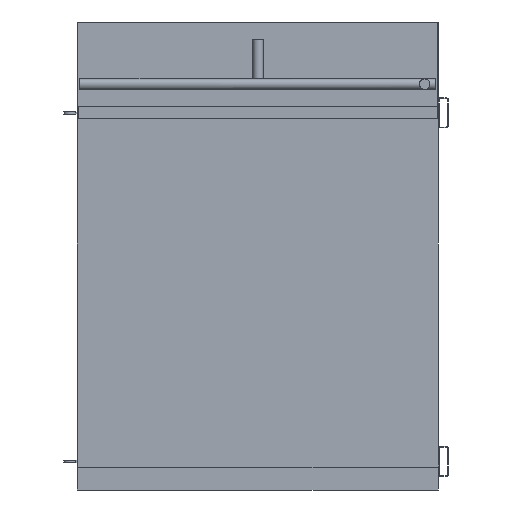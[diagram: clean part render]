
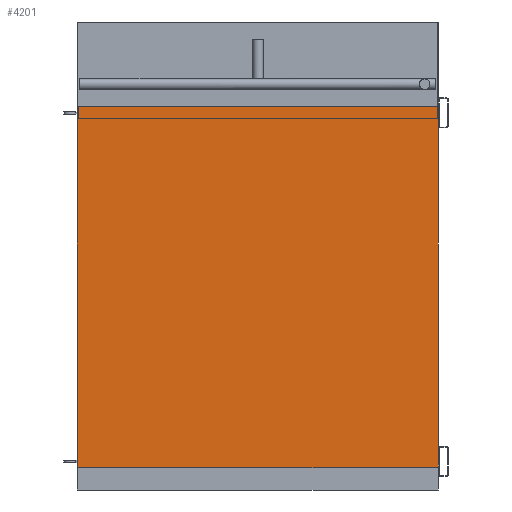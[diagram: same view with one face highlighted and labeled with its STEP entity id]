
A CAD part, front view. The second image highlights one B-rep face of the part: STEP entity #4201.
In plain terms, the highlighted planar face has unit normal (0, -1, 0).
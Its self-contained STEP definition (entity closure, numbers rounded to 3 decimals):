
#157 = ORIENTED_EDGE ( 'NONE', *, *, #2318, .F. ) ;
#192 = CARTESIAN_POINT ( 'NONE',  ( -725., 0., -1450. ) ) ;
#249 = VERTEX_POINT ( 'NONE', #1331 ) ;
#251 = LINE ( 'NONE', #3924, #419 ) ;
#252 = PLANE ( 'NONE',  #3765 ) ;
#261 = DIRECTION ( 'NONE',  ( 0., -1., 0. ) ) ;
#264 = DIRECTION ( 'NONE',  ( 0., 0., -1. ) ) ;
#307 = ORIENTED_EDGE ( 'NONE', *, *, #3062, .F. ) ;
#395 = VECTOR ( 'NONE', #4993, 1000. ) ;
#404 = DIRECTION ( 'NONE',  ( 0., 0., 1. ) ) ;
#419 = VECTOR ( 'NONE', #5268, 1000. ) ;
#525 = LINE ( 'NONE', #5461, #395 ) ;
#538 = CARTESIAN_POINT ( 'NONE',  ( 725., 0., -1450. ) ) ;
#702 = VERTEX_POINT ( 'NONE', #5294 ) ;
#829 = VERTEX_POINT ( 'NONE', #2104 ) ;
#1031 = FACE_OUTER_BOUND ( 'NONE', #1056, .T. ) ;
#1056 = EDGE_LOOP ( 'NONE', ( #307, #157, #2817, #2632 ) ) ;
#1083 = CARTESIAN_POINT ( 'NONE',  ( -725., 0., -1450. ) ) ;
#1171 = DIRECTION ( 'NONE',  ( 0., 0., 1. ) ) ;
#1331 = CARTESIAN_POINT ( 'NONE',  ( 725., 0., -1450. ) ) ;
#1529 = VECTOR ( 'NONE', #404, 1000. ) ;
#1596 = LINE ( 'NONE', #538, #1529 ) ;
#2104 = CARTESIAN_POINT ( 'NONE',  ( 725., 0., 0. ) ) ;
#2318 = EDGE_CURVE ( 'NONE', #5075, #702, #3851, .T. ) ;
#2632 = ORIENTED_EDGE ( 'NONE', *, *, #2713, .T. ) ;
#2713 = EDGE_CURVE ( 'NONE', #249, #829, #1596, .T. ) ;
#2817 = ORIENTED_EDGE ( 'NONE', *, *, #3082, .T. ) ;
#3062 = EDGE_CURVE ( 'NONE', #702, #829, #525, .T. ) ;
#3082 = EDGE_CURVE ( 'NONE', #5075, #249, #251, .T. ) ;
#3765 = AXIS2_PLACEMENT_3D ( 'NONE', #192, #261, #264 ) ;
#3804 = VECTOR ( 'NONE', #1171, 1000. ) ;
#3851 = LINE ( 'NONE', #1083, #3804 ) ;
#3924 = CARTESIAN_POINT ( 'NONE',  ( -725., 0., -1450. ) ) ;
#4201 = ADVANCED_FACE ( 'NONE', ( #1031 ), #252, .T. ) ;
#4993 = DIRECTION ( 'NONE',  ( 1., 0., 0. ) ) ;
#5017 = CARTESIAN_POINT ( 'NONE',  ( -725., 0., -1450. ) ) ;
#5075 = VERTEX_POINT ( 'NONE', #5017 ) ;
#5268 = DIRECTION ( 'NONE',  ( 1., 0., 0. ) ) ;
#5294 = CARTESIAN_POINT ( 'NONE',  ( -725., 0., 0. ) ) ;
#5461 = CARTESIAN_POINT ( 'NONE',  ( -725., 0., 0. ) ) ;
